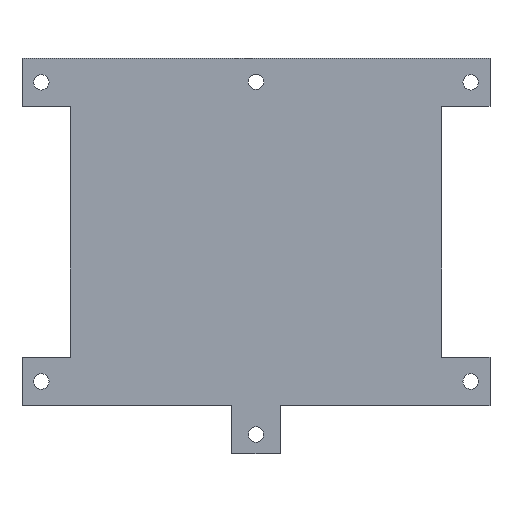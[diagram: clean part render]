
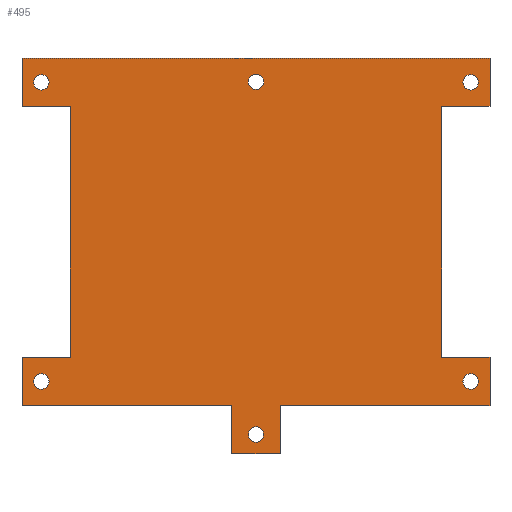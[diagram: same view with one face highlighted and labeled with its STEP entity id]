
A CAD part, top view. The second image highlights one B-rep face of the part: STEP entity #495.
In plain terms, the highlighted planar face has unit normal (0, 0, 1).
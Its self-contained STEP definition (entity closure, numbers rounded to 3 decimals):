
#15=FACE_BOUND('',#92,.T.);
#16=FACE_BOUND('',#93,.T.);
#17=FACE_BOUND('',#94,.T.);
#18=FACE_BOUND('',#95,.T.);
#19=FACE_BOUND('',#96,.T.);
#20=FACE_BOUND('',#97,.T.);
#43=PLANE('',#554);
#67=FACE_OUTER_BOUND('',#91,.T.);
#91=EDGE_LOOP('',(#423,#424,#425,#426,#427,#428,#429,#430,#431,#432,#433,
#434,#435,#436,#437,#438));
#92=EDGE_LOOP('',(#439));
#93=EDGE_LOOP('',(#440));
#94=EDGE_LOOP('',(#441));
#95=EDGE_LOOP('',(#442));
#96=EDGE_LOOP('',(#443));
#97=EDGE_LOOP('',(#444));
#108=LINE('',#698,#162);
#112=LINE('',#705,#166);
#116=LINE('',#719,#170);
#120=LINE('',#726,#174);
#124=LINE('',#740,#178);
#128=LINE('',#747,#182);
#132=LINE('',#761,#186);
#136=LINE('',#768,#190);
#139=LINE('',#774,#193);
#143=LINE('',#788,#197);
#146=LINE('',#794,#200);
#149=LINE('',#798,#203);
#151=LINE('',#801,#205);
#152=LINE('',#803,#206);
#155=LINE('',#807,#209);
#157=LINE('',#815,#211);
#162=VECTOR('',#569,10.);
#166=VECTOR('',#575,10.);
#170=VECTOR('',#587,10.);
#174=VECTOR('',#593,10.);
#178=VECTOR('',#605,10.);
#182=VECTOR('',#611,10.);
#186=VECTOR('',#623,10.);
#190=VECTOR('',#629,10.);
#193=VECTOR('',#634,10.);
#197=VECTOR('',#646,10.);
#200=VECTOR('',#651,10.);
#203=VECTOR('',#656,10.);
#205=VECTOR('',#660,10.);
#206=VECTOR('',#663,10.);
#209=VECTOR('',#668,10.);
#211=VECTOR('',#678,10.);
#213=CIRCLE('',#521,1.6);
#215=CIRCLE('',#526,1.6);
#217=CIRCLE('',#531,1.6);
#219=CIRCLE('',#536,1.6);
#221=CIRCLE('',#542,1.6);
#224=CIRCLE('',#552,1.6);
#225=VERTEX_POINT('',#686);
#229=VERTEX_POINT('',#695);
#230=VERTEX_POINT('',#697);
#232=VERTEX_POINT('',#703);
#233=VERTEX_POINT('',#707);
#237=VERTEX_POINT('',#716);
#238=VERTEX_POINT('',#718);
#240=VERTEX_POINT('',#724);
#241=VERTEX_POINT('',#728);
#245=VERTEX_POINT('',#737);
#246=VERTEX_POINT('',#739);
#248=VERTEX_POINT('',#745);
#249=VERTEX_POINT('',#749);
#253=VERTEX_POINT('',#758);
#254=VERTEX_POINT('',#760);
#256=VERTEX_POINT('',#766);
#258=VERTEX_POINT('',#772);
#259=VERTEX_POINT('',#776);
#263=VERTEX_POINT('',#785);
#264=VERTEX_POINT('',#787);
#266=VERTEX_POINT('',#793);
#268=VERTEX_POINT('',#811);
#269=EDGE_CURVE('',#225,#225,#213,.T.);
#274=EDGE_CURVE('',#229,#230,#108,.T.);
#278=EDGE_CURVE('',#232,#229,#112,.T.);
#279=EDGE_CURVE('',#233,#233,#215,.T.);
#284=EDGE_CURVE('',#238,#237,#116,.T.);
#288=EDGE_CURVE('',#237,#240,#120,.T.);
#289=EDGE_CURVE('',#241,#241,#217,.T.);
#294=EDGE_CURVE('',#246,#245,#124,.T.);
#298=EDGE_CURVE('',#245,#248,#128,.T.);
#299=EDGE_CURVE('',#249,#249,#219,.T.);
#304=EDGE_CURVE('',#254,#253,#132,.T.);
#308=EDGE_CURVE('',#253,#256,#136,.T.);
#311=EDGE_CURVE('',#256,#258,#139,.T.);
#312=EDGE_CURVE('',#259,#259,#221,.T.);
#317=EDGE_CURVE('',#263,#264,#143,.T.);
#320=EDGE_CURVE('',#264,#266,#146,.T.);
#323=EDGE_CURVE('',#238,#232,#149,.T.);
#325=EDGE_CURVE('',#230,#258,#151,.T.);
#326=EDGE_CURVE('',#254,#263,#152,.T.);
#329=EDGE_CURVE('',#266,#248,#155,.T.);
#332=EDGE_CURVE('',#268,#268,#224,.T.);
#333=EDGE_CURVE('',#240,#246,#157,.T.);
#423=ORIENTED_EDGE('',*,*,#333,.T.);
#424=ORIENTED_EDGE('',*,*,#294,.T.);
#425=ORIENTED_EDGE('',*,*,#298,.T.);
#426=ORIENTED_EDGE('',*,*,#329,.F.);
#427=ORIENTED_EDGE('',*,*,#320,.F.);
#428=ORIENTED_EDGE('',*,*,#317,.F.);
#429=ORIENTED_EDGE('',*,*,#326,.F.);
#430=ORIENTED_EDGE('',*,*,#304,.T.);
#431=ORIENTED_EDGE('',*,*,#308,.T.);
#432=ORIENTED_EDGE('',*,*,#311,.T.);
#433=ORIENTED_EDGE('',*,*,#325,.F.);
#434=ORIENTED_EDGE('',*,*,#274,.F.);
#435=ORIENTED_EDGE('',*,*,#278,.F.);
#436=ORIENTED_EDGE('',*,*,#323,.F.);
#437=ORIENTED_EDGE('',*,*,#284,.T.);
#438=ORIENTED_EDGE('',*,*,#288,.T.);
#439=ORIENTED_EDGE('',*,*,#269,.T.);
#440=ORIENTED_EDGE('',*,*,#279,.T.);
#441=ORIENTED_EDGE('',*,*,#289,.T.);
#442=ORIENTED_EDGE('',*,*,#299,.T.);
#443=ORIENTED_EDGE('',*,*,#312,.T.);
#444=ORIENTED_EDGE('',*,*,#332,.T.);
#495=ADVANCED_FACE('',(#67,#15,#16,#17,#18,#19,#20),#43,.T.);
#521=AXIS2_PLACEMENT_3D('',#687,#560,#561);
#526=AXIS2_PLACEMENT_3D('',#708,#578,#579);
#531=AXIS2_PLACEMENT_3D('',#729,#596,#597);
#536=AXIS2_PLACEMENT_3D('',#750,#614,#615);
#542=AXIS2_PLACEMENT_3D('',#777,#637,#638);
#552=AXIS2_PLACEMENT_3D('',#813,#674,#675);
#554=AXIS2_PLACEMENT_3D('',#817,#680,#681);
#560=DIRECTION('center_axis',(0.,0.,
-1.));
#561=DIRECTION('ref_axis',(-1.,0.,0.));
#569=DIRECTION('',(0.,-1.,0.));
#575=DIRECTION('',(1.,0.,0.));
#578=DIRECTION('center_axis',(0.,0.,
-1.));
#579=DIRECTION('ref_axis',(-1.,0.,0.));
#587=DIRECTION('',(1.,0.,0.));
#593=DIRECTION('',(0.,1.,0.));
#596=DIRECTION('center_axis',(0.,0.,
-1.));
#597=DIRECTION('ref_axis',(-1.,0.,0.));
#605=DIRECTION('',(0.,-1.,0.));
#611=DIRECTION('',(1.,0.,0.));
#614=DIRECTION('center_axis',(0.,0.,
-1.));
#615=DIRECTION('ref_axis',(-1.,0.,0.));
#623=DIRECTION('',(0.,-1.,0.));
#629=DIRECTION('',(1.,0.,0.));
#634=DIRECTION('',(0.,1.,0.));
#637=DIRECTION('center_axis',(0.,0.,
-1.));
#638=DIRECTION('ref_axis',(-1.,0.,0.));
#646=DIRECTION('',(0.,1.,0.));
#651=DIRECTION('',(1.,0.,0.));
#656=DIRECTION('',(0.,-1.,0.));
#660=DIRECTION('',(-1.,0.,0.));
#663=DIRECTION('',(-1.,0.,0.));
#668=DIRECTION('',(0.,1.,0.));
#674=DIRECTION('center_axis',(0.,0.,-1.));
#675=DIRECTION('ref_axis',(-1.,0.,0.));
#678=DIRECTION('',(-1.,0.,0.));
#680=DIRECTION('center_axis',(0.,0.,1.));
#681=DIRECTION('ref_axis',(1.,0.,0.));
#686=CARTESIAN_POINT('',(46.1,-31.,1.));
#687=CARTESIAN_POINT('Origin',(44.5,-31.,1.));
#695=CARTESIAN_POINT('',(48.5,-26.,1.));
#697=CARTESIAN_POINT('',(48.5,-36.,1.));
#698=CARTESIAN_POINT('',(48.5,-26.,1.));
#703=CARTESIAN_POINT('',(38.5,-26.,1.));
#705=CARTESIAN_POINT('',(38.5,-26.,1.));
#707=CARTESIAN_POINT('',(46.1,31.,1.));
#708=CARTESIAN_POINT('Origin',(44.5,31.,1.));
#716=CARTESIAN_POINT('',(48.5,26.,1.));
#718=CARTESIAN_POINT('',(38.5,26.,1.));
#719=CARTESIAN_POINT('',(38.5,26.,1.));
#724=CARTESIAN_POINT('',(48.5,36.,1.));
#726=CARTESIAN_POINT('',(48.5,26.,1.));
#728=CARTESIAN_POINT('',(-42.9,31.,1.));
#729=CARTESIAN_POINT('Origin',(-44.5,31.,1.));
#737=CARTESIAN_POINT('',(-48.5,26.,1.));
#739=CARTESIAN_POINT('',(-48.5,36.,1.));
#740=CARTESIAN_POINT('',(-48.5,36.,1.));
#745=CARTESIAN_POINT('',(-38.5,26.,1.));
#747=CARTESIAN_POINT('',(-48.5,26.,1.));
#749=CARTESIAN_POINT('',(1.6,-42.,1.));
#750=CARTESIAN_POINT('Origin',(0.,-42.,1.));
#758=CARTESIAN_POINT('',(-5.,-46.,1.));
#760=CARTESIAN_POINT('',(-5.,-36.,1.));
#761=CARTESIAN_POINT('',(-5.,-36.,1.));
#766=CARTESIAN_POINT('',(5.,-46.,1.));
#768=CARTESIAN_POINT('',(-5.,-46.,1.));
#772=CARTESIAN_POINT('',(5.,-36.,1.));
#774=CARTESIAN_POINT('',(5.,-46.,1.));
#776=CARTESIAN_POINT('',(-42.9,-31.,1.));
#777=CARTESIAN_POINT('Origin',(-44.5,-31.,1.));
#785=CARTESIAN_POINT('',(-48.5,-36.,1.));
#787=CARTESIAN_POINT('',(-48.5,-26.,1.));
#788=CARTESIAN_POINT('',(-48.5,-36.,1.));
#793=CARTESIAN_POINT('',(-38.5,-26.,1.));
#794=CARTESIAN_POINT('',(-48.5,-26.,1.));
#798=CARTESIAN_POINT('',(38.5,36.,1.));
#801=CARTESIAN_POINT('',(38.5,-36.,1.));
#803=CARTESIAN_POINT('',(-38.5,-36.,1.));
#807=CARTESIAN_POINT('',(-38.5,-36.,1.));
#811=CARTESIAN_POINT('',(1.6,31.1,1.));
#813=CARTESIAN_POINT('Origin',(0.,31.1,1.));
#815=CARTESIAN_POINT('',(48.5,36.,1.));
#817=CARTESIAN_POINT('Origin',(0.,0.,
1.));
